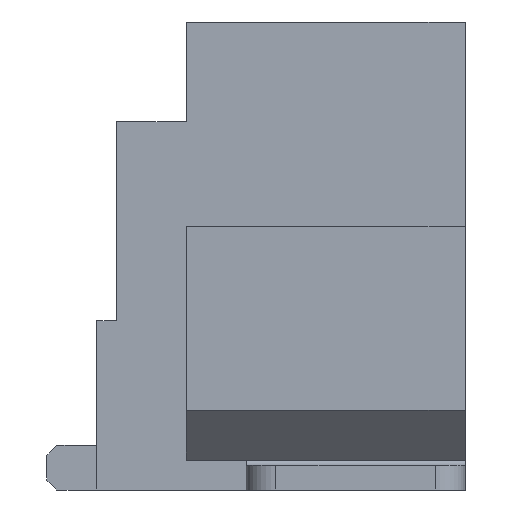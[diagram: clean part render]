
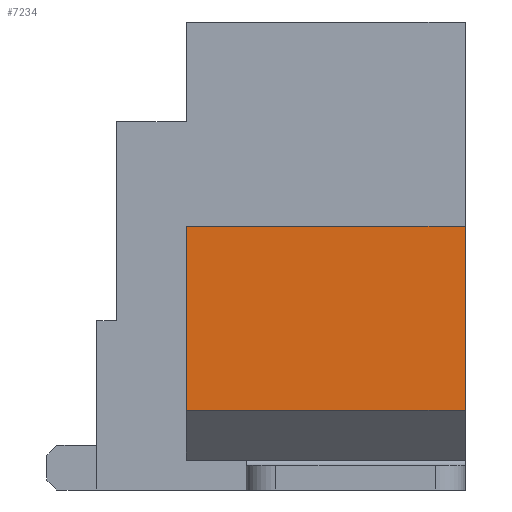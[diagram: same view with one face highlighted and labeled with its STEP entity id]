
A CAD part, left-side view. The second image highlights one B-rep face of the part: STEP entity #7234.
In plain terms, the highlighted planar face has unit normal (-1, 0, 0).
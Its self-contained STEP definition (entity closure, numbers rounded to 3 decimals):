
#44 = PLANE('',#45);
#45 = AXIS2_PLACEMENT_3D('',#46,#47,#48);
#46 = CARTESIAN_POINT('',(-4.625,-2.475,0.));
#47 = DIRECTION('',(0.,1.,0.));
#48 = DIRECTION('',(0.,0.,1.));
#454 = VERTEX_POINT('',#455);
#455 = CARTESIAN_POINT('',(-6.375,-2.475,0.8));
#469 = PLANE('',#470);
#470 = AXIS2_PLACEMENT_3D('',#471,#472,#473);
#471 = CARTESIAN_POINT('',(-5.875,-2.475,0.3));
#472 = DIRECTION('',(0.707,0.,0.707));
#473 = DIRECTION('',(-0.707,0.,0.707));
#481 = EDGE_CURVE('',#454,#482,#484,.T.);
#482 = VERTEX_POINT('',#483);
#483 = CARTESIAN_POINT('',(-6.375,-2.475,2.65));
#484 = SURFACE_CURVE('',#485,(#489,#496),.PCURVE_S1.);
#485 = LINE('',#486,#487);
#486 = CARTESIAN_POINT('',(-6.375,-2.475,0.8));
#487 = VECTOR('',#488,1.);
#488 = DIRECTION('',(0.,0.,1.));
#489 = PCURVE('',#44,#490);
#490 = DEFINITIONAL_REPRESENTATION('',(#491),#495);
#491 = LINE('',#492,#493);
#492 = CARTESIAN_POINT('',(0.8,-1.75));
#493 = VECTOR('',#494,1.);
#494 = DIRECTION('',(1.,0.));
#495 = ( GEOMETRIC_REPRESENTATION_CONTEXT(2)
PARAMETRIC_REPRESENTATION_CONTEXT() REPRESENTATION_CONTEXT('2D SPACE',''
) );
#496 = PCURVE('',#497,#502);
#497 = PLANE('',#498);
#498 = AXIS2_PLACEMENT_3D('',#499,#500,#501);
#499 = CARTESIAN_POINT('',(-6.375,-2.475,0.8));
#500 = DIRECTION('',(1.,0.,0.));
#501 = DIRECTION('',(0.,0.,1.));
#502 = DEFINITIONAL_REPRESENTATION('',(#503),#507);
#503 = LINE('',#504,#505);
#504 = CARTESIAN_POINT('',(0.,0.));
#505 = VECTOR('',#506,1.);
#506 = DIRECTION('',(1.,0.));
#507 = ( GEOMETRIC_REPRESENTATION_CONTEXT(2)
PARAMETRIC_REPRESENTATION_CONTEXT() REPRESENTATION_CONTEXT('2D SPACE',''
) );
#525 = PLANE('',#526);
#526 = AXIS2_PLACEMENT_3D('',#527,#528,#529);
#527 = CARTESIAN_POINT('',(-6.375,-2.475,2.65));
#528 = DIRECTION('',(0.,0.,-1.));
#529 = DIRECTION('',(1.,0.,0.));
#3152 = PLANE('',#3153);
#3153 = AXIS2_PLACEMENT_3D('',#3154,#3155,#3156);
#3154 = CARTESIAN_POINT('',(-4.625,0.325,0.3));
#3155 = DIRECTION('',(0.,-1.,0.));
#3156 = DIRECTION('',(0.,0.,-1.));
#7189 = EDGE_CURVE('',#482,#7190,#7192,.T.);
#7190 = VERTEX_POINT('',#7191);
#7191 = CARTESIAN_POINT('',(-6.375,0.325,2.65));
#7192 = SURFACE_CURVE('',#7193,(#7197,#7204),.PCURVE_S1.);
#7193 = LINE('',#7194,#7195);
#7194 = CARTESIAN_POINT('',(-6.375,-2.475,2.65));
#7195 = VECTOR('',#7196,1.);
#7196 = DIRECTION('',(0.,1.,0.));
#7197 = PCURVE('',#525,#7198);
#7198 = DEFINITIONAL_REPRESENTATION('',(#7199),#7203);
#7199 = LINE('',#7200,#7201);
#7200 = CARTESIAN_POINT('',(0.,0.));
#7201 = VECTOR('',#7202,1.);
#7202 = DIRECTION('',(0.,-1.));
#7203 = ( GEOMETRIC_REPRESENTATION_CONTEXT(2)
PARAMETRIC_REPRESENTATION_CONTEXT() REPRESENTATION_CONTEXT('2D SPACE',''
) );
#7204 = PCURVE('',#497,#7205);
#7205 = DEFINITIONAL_REPRESENTATION('',(#7206),#7210);
#7206 = LINE('',#7207,#7208);
#7207 = CARTESIAN_POINT('',(1.85,0.));
#7208 = VECTOR('',#7209,1.);
#7209 = DIRECTION('',(0.,-1.));
#7210 = ( GEOMETRIC_REPRESENTATION_CONTEXT(2)
PARAMETRIC_REPRESENTATION_CONTEXT() REPRESENTATION_CONTEXT('2D SPACE',''
) );
#7234 = ADVANCED_FACE('',(#7235),#497,.F.);
#7235 = FACE_BOUND('',#7236,.F.);
#7236 = EDGE_LOOP('',(#7237,#7260,#7281,#7282));
#7237 = ORIENTED_EDGE('',*,*,#7238,.T.);
#7238 = EDGE_CURVE('',#454,#7239,#7241,.T.);
#7239 = VERTEX_POINT('',#7240);
#7240 = CARTESIAN_POINT('',(-6.375,0.325,0.8));
#7241 = SURFACE_CURVE('',#7242,(#7246,#7253),.PCURVE_S1.);
#7242 = LINE('',#7243,#7244);
#7243 = CARTESIAN_POINT('',(-6.375,-2.475,0.8));
#7244 = VECTOR('',#7245,1.);
#7245 = DIRECTION('',(0.,1.,0.));
#7246 = PCURVE('',#497,#7247);
#7247 = DEFINITIONAL_REPRESENTATION('',(#7248),#7252);
#7248 = LINE('',#7249,#7250);
#7249 = CARTESIAN_POINT('',(0.,0.));
#7250 = VECTOR('',#7251,1.);
#7251 = DIRECTION('',(0.,-1.));
#7252 = ( GEOMETRIC_REPRESENTATION_CONTEXT(2)
PARAMETRIC_REPRESENTATION_CONTEXT() REPRESENTATION_CONTEXT('2D SPACE',''
) );
#7253 = PCURVE('',#469,#7254);
#7254 = DEFINITIONAL_REPRESENTATION('',(#7255),#7259);
#7255 = LINE('',#7256,#7257);
#7256 = CARTESIAN_POINT('',(0.707,0.));
#7257 = VECTOR('',#7258,1.);
#7258 = DIRECTION('',(0.,-1.));
#7259 = ( GEOMETRIC_REPRESENTATION_CONTEXT(2)
PARAMETRIC_REPRESENTATION_CONTEXT() REPRESENTATION_CONTEXT('2D SPACE',''
) );
#7260 = ORIENTED_EDGE('',*,*,#7261,.T.);
#7261 = EDGE_CURVE('',#7239,#7190,#7262,.T.);
#7262 = SURFACE_CURVE('',#7263,(#7267,#7274),.PCURVE_S1.);
#7263 = LINE('',#7264,#7265);
#7264 = CARTESIAN_POINT('',(-6.375,0.325,0.8));
#7265 = VECTOR('',#7266,1.);
#7266 = DIRECTION('',(0.,0.,1.));
#7267 = PCURVE('',#497,#7268);
#7268 = DEFINITIONAL_REPRESENTATION('',(#7269),#7273);
#7269 = LINE('',#7270,#7271);
#7270 = CARTESIAN_POINT('',(0.,-2.8));
#7271 = VECTOR('',#7272,1.);
#7272 = DIRECTION('',(1.,0.));
#7273 = ( GEOMETRIC_REPRESENTATION_CONTEXT(2)
PARAMETRIC_REPRESENTATION_CONTEXT() REPRESENTATION_CONTEXT('2D SPACE',''
) );
#7274 = PCURVE('',#3152,#7275);
#7275 = DEFINITIONAL_REPRESENTATION('',(#7276),#7280);
#7276 = LINE('',#7277,#7278);
#7277 = CARTESIAN_POINT('',(-0.5,-1.75));
#7278 = VECTOR('',#7279,1.);
#7279 = DIRECTION('',(-1.,0.));
#7280 = ( GEOMETRIC_REPRESENTATION_CONTEXT(2)
PARAMETRIC_REPRESENTATION_CONTEXT() REPRESENTATION_CONTEXT('2D SPACE',''
) );
#7281 = ORIENTED_EDGE('',*,*,#7189,.F.);
#7282 = ORIENTED_EDGE('',*,*,#481,.F.);
